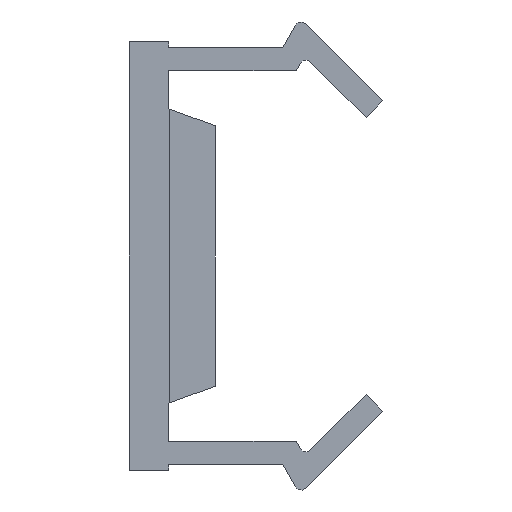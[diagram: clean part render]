
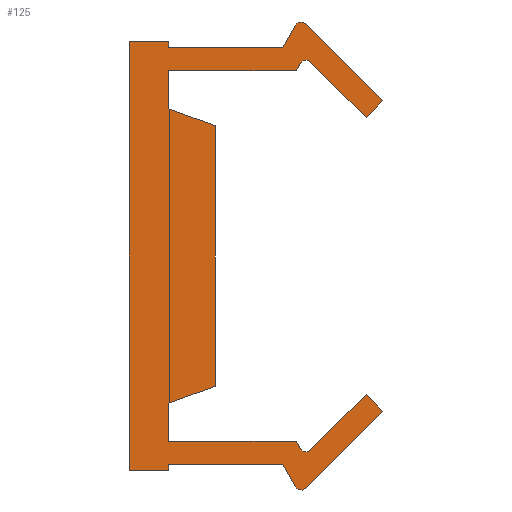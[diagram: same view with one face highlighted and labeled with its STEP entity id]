
A CAD part, left-side view. The second image highlights one B-rep face of the part: STEP entity #125.
In plain terms, the highlighted planar face has unit normal (-1, 0, 0).
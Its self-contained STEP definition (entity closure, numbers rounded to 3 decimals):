
#125=ADVANCED_FACE('',(#244),#245,.F.);
#244=FACE_OUTER_BOUND('',#354,.T.);
#245=PLANE('',#355);
#354=EDGE_LOOP('',(#655,#656,#657,#658,#659,#660,#661,#662,#663,#664,#665,#666,#667,#668,#669,#670,#671,#672,#673,#674,#675,#676,#677,#678,#679,#680,#681,#682));
#355=AXIS2_PLACEMENT_3D('',#683,#684,#685);
#655=ORIENTED_EDGE('',*,*,#814,.T.);
#656=ORIENTED_EDGE('',*,*,#712,.T.);
#657=ORIENTED_EDGE('',*,*,#717,.T.);
#658=ORIENTED_EDGE('',*,*,#721,.T.);
#659=ORIENTED_EDGE('',*,*,#725,.T.);
#660=ORIENTED_EDGE('',*,*,#729,.F.);
#661=ORIENTED_EDGE('',*,*,#733,.T.);
#662=ORIENTED_EDGE('',*,*,#737,.T.);
#663=ORIENTED_EDGE('',*,*,#741,.T.);
#664=ORIENTED_EDGE('',*,*,#745,.T.);
#665=ORIENTED_EDGE('',*,*,#749,.T.);
#666=ORIENTED_EDGE('',*,*,#753,.T.);
#667=ORIENTED_EDGE('',*,*,#756,.T.);
#668=ORIENTED_EDGE('',*,*,#702,.T.);
#669=ORIENTED_EDGE('',*,*,#708,.T.);
#670=ORIENTED_EDGE('',*,*,#763,.T.);
#671=ORIENTED_EDGE('',*,*,#767,.T.);
#672=ORIENTED_EDGE('',*,*,#771,.T.);
#673=ORIENTED_EDGE('',*,*,#775,.T.);
#674=ORIENTED_EDGE('',*,*,#779,.T.);
#675=ORIENTED_EDGE('',*,*,#783,.T.);
#676=ORIENTED_EDGE('',*,*,#787,.T.);
#677=ORIENTED_EDGE('',*,*,#791,.T.);
#678=ORIENTED_EDGE('',*,*,#795,.F.);
#679=ORIENTED_EDGE('',*,*,#799,.T.);
#680=ORIENTED_EDGE('',*,*,#803,.T.);
#681=ORIENTED_EDGE('',*,*,#807,.T.);
#682=ORIENTED_EDGE('',*,*,#811,.T.);
#683=CARTESIAN_POINT('',(0.0,-1.819,0.));
#684=DIRECTION('',(1.0,0.0,0.0));
#685=DIRECTION('',(0.0,-1.0,0.0));
#702=EDGE_CURVE('',#842,#840,#843,.T.);
#708=EDGE_CURVE('',#840,#850,#852,.T.);
#712=EDGE_CURVE('',#859,#857,#860,.T.);
#717=EDGE_CURVE('',#857,#865,#867,.T.);
#721=EDGE_CURVE('',#865,#871,#873,.T.);
#725=EDGE_CURVE('',#871,#877,#879,.T.);
#729=EDGE_CURVE('',#883,#877,#885,.T.);
#733=EDGE_CURVE('',#883,#889,#891,.T.);
#737=EDGE_CURVE('',#889,#895,#897,.T.);
#741=EDGE_CURVE('',#895,#901,#903,.T.);
#745=EDGE_CURVE('',#901,#907,#909,.T.);
#749=EDGE_CURVE('',#907,#913,#915,.T.);
#753=EDGE_CURVE('',#913,#919,#921,.T.);
#756=EDGE_CURVE('',#919,#842,#924,.T.);
#763=EDGE_CURVE('',#850,#932,#934,.T.);
#767=EDGE_CURVE('',#932,#938,#940,.T.);
#771=EDGE_CURVE('',#938,#944,#946,.T.);
#775=EDGE_CURVE('',#944,#950,#952,.T.);
#779=EDGE_CURVE('',#950,#956,#958,.T.);
#783=EDGE_CURVE('',#956,#962,#964,.T.);
#787=EDGE_CURVE('',#962,#968,#970,.T.);
#791=EDGE_CURVE('',#968,#974,#976,.T.);
#795=EDGE_CURVE('',#980,#974,#982,.T.);
#799=EDGE_CURVE('',#980,#986,#988,.T.);
#803=EDGE_CURVE('',#986,#992,#994,.T.);
#807=EDGE_CURVE('',#992,#998,#1000,.T.);
#811=EDGE_CURVE('',#998,#1004,#1006,.T.);
#814=EDGE_CURVE('',#1004,#859,#1009,.T.);
#840=VERTEX_POINT('',#1045);
#842=VERTEX_POINT('',#1048);
#843=LINE('',#1049,#1050);
#850=VERTEX_POINT('',#1060);
#852=LINE('',#1063,#1064);
#857=VERTEX_POINT('',#1070);
#859=VERTEX_POINT('',#1073);
#860=LINE('',#1074,#1075);
#865=VERTEX_POINT('',#1082);
#867=LINE('',#1085,#1086);
#871=VERTEX_POINT('',#1091);
#873=LINE('',#1094,#1095);
#877=VERTEX_POINT('',#1100);
#879=LINE('',#1103,#1104);
#883=VERTEX_POINT('',#1108);
#885=CIRCLE('',#1111,0.122);
#889=VERTEX_POINT('',#1116);
#891=LINE('',#1119,#1120);
#895=VERTEX_POINT('',#1125);
#897=LINE('',#1128,#1129);
#901=VERTEX_POINT('',#1134);
#903=LINE('',#1137,#1138);
#907=VERTEX_POINT('',#1142);
#909=CIRCLE('',#1145,0.122);
#913=VERTEX_POINT('',#1150);
#915=LINE('',#1153,#1154);
#919=VERTEX_POINT('',#1159);
#921=LINE('',#1162,#1163);
#924=LINE('',#1167,#1168);
#932=VERTEX_POINT('',#1179);
#934=LINE('',#1182,#1183);
#938=VERTEX_POINT('',#1188);
#940=LINE('',#1191,#1192);
#944=VERTEX_POINT('',#1197);
#946=LINE('',#1200,#1201);
#950=VERTEX_POINT('',#1206);
#952=LINE('',#1209,#1210);
#956=VERTEX_POINT('',#1214);
#958=CIRCLE('',#1217,0.122);
#962=VERTEX_POINT('',#1222);
#964=LINE('',#1225,#1226);
#968=VERTEX_POINT('',#1231);
#970=LINE('',#1234,#1235);
#974=VERTEX_POINT('',#1240);
#976=LINE('',#1243,#1244);
#980=VERTEX_POINT('',#1248);
#982=CIRCLE('',#1251,0.122);
#986=VERTEX_POINT('',#1256);
#988=LINE('',#1259,#1260);
#992=VERTEX_POINT('',#1265);
#994=LINE('',#1268,#1269);
#998=VERTEX_POINT('',#1274);
#1000=LINE('',#1277,#1278);
#1004=VERTEX_POINT('',#1283);
#1006=LINE('',#1286,#1287);
#1009=LINE('',#1291,#1292);
#1045=CARTESIAN_POINT('',(0.0,-1.608,-2.432));
#1048=CARTESIAN_POINT('',(0.0,-0.733,-2.75));
#1049=CARTESIAN_POINT('',(0.0,-0.733,-2.75));
#1050=VECTOR('',#1307,1.0);
#1060=CARTESIAN_POINT('',(0.0,-1.608,2.432));
#1063=CARTESIAN_POINT('',(0.0,-1.608,-2.432));
#1064=VECTOR('',#1312,1.0);
#1070=CARTESIAN_POINT('',(0.0,-0.733,-4.));
#1073=CARTESIAN_POINT('',(0.0,0.0,-4.));
#1074=CARTESIAN_POINT('',(0.0,0.0,-4.));
#1075=VECTOR('',#1315,1.0);
#1082=CARTESIAN_POINT('',(0.0,-0.733,-3.9));
#1085=CARTESIAN_POINT('',(0.0,-0.733,-4.));
#1086=VECTOR('',#1319,1.0);
#1091=CARTESIAN_POINT('',(0.0,-2.865,-3.9));
#1094=CARTESIAN_POINT('',(0.0,-0.733,-3.9));
#1095=VECTOR('',#1322,1.0);
#1100=CARTESIAN_POINT('',(0.0,-3.102,-4.311));
#1103=CARTESIAN_POINT('',(0.0,-2.865,-3.9));
#1104=VECTOR('',#1325,1.0);
#1108=CARTESIAN_POINT('',(0.0,-3.294,-4.336));
#1111=AXIS2_PLACEMENT_3D('',#1330,#1331,#1332);
#1116=CARTESIAN_POINT('',(0.0,-4.733,-2.898));
#1119=CARTESIAN_POINT('',(0.0,-3.294,-4.336));
#1120=VECTOR('',#1335,1.0);
#1125=CARTESIAN_POINT('',(0.0,-4.423,-2.588));
#1128=CARTESIAN_POINT('',(0.0,-4.733,-2.898));
#1129=VECTOR('',#1338,1.0);
#1134=CARTESIAN_POINT('',(0.0,-3.388,-3.623));
#1137=CARTESIAN_POINT('',(0.0,-4.423,-2.588));
#1138=VECTOR('',#1341,1.0);
#1142=CARTESIAN_POINT('',(0.0,-3.196,-3.598));
#1145=AXIS2_PLACEMENT_3D('',#1346,#1347,#1348);
#1150=CARTESIAN_POINT('',(0.0,-3.118,-3.462));
#1153=CARTESIAN_POINT('',(0.0,-3.196,-3.598));
#1154=VECTOR('',#1351,1.0);
#1159=CARTESIAN_POINT('',(0.0,-0.733,-3.462));
#1162=CARTESIAN_POINT('',(0.0,-3.118,-3.462));
#1163=VECTOR('',#1354,1.0);
#1167=CARTESIAN_POINT('',(0.0,-0.733,-3.462));
#1168=VECTOR('',#1356,1.0);
#1179=CARTESIAN_POINT('',(0.0,-0.733,2.75));
#1182=CARTESIAN_POINT('',(0.0,-1.608,2.432));
#1183=VECTOR('',#1361,1.0);
#1188=CARTESIAN_POINT('',(0.0,-0.733,3.462));
#1191=CARTESIAN_POINT('',(0.0,-0.733,2.75));
#1192=VECTOR('',#1364,1.0);
#1197=CARTESIAN_POINT('',(0.0,-3.118,3.462));
#1200=CARTESIAN_POINT('',(0.0,-0.733,3.462));
#1201=VECTOR('',#1367,1.0);
#1206=CARTESIAN_POINT('',(0.0,-3.196,3.598));
#1209=CARTESIAN_POINT('',(0.0,-3.118,3.462));
#1210=VECTOR('',#1370,1.0);
#1214=CARTESIAN_POINT('',(0.0,-3.388,3.623));
#1217=AXIS2_PLACEMENT_3D('',#1375,#1376,#1377);
#1222=CARTESIAN_POINT('',(0.0,-4.423,2.588));
#1225=CARTESIAN_POINT('',(0.0,-3.388,3.623));
#1226=VECTOR('',#1380,1.0);
#1231=CARTESIAN_POINT('',(0.0,-4.733,2.898));
#1234=CARTESIAN_POINT('',(0.0,-4.423,2.588));
#1235=VECTOR('',#1383,1.0);
#1240=CARTESIAN_POINT('',(0.0,-3.294,4.336));
#1243=CARTESIAN_POINT('',(0.0,-4.733,2.898));
#1244=VECTOR('',#1386,1.0);
#1248=CARTESIAN_POINT('',(0.0,-3.102,4.311));
#1251=AXIS2_PLACEMENT_3D('',#1391,#1392,#1393);
#1256=CARTESIAN_POINT('',(0.0,-2.865,3.9));
#1259=CARTESIAN_POINT('',(0.0,-3.102,4.311));
#1260=VECTOR('',#1396,1.0);
#1265=CARTESIAN_POINT('',(0.0,-0.733,3.9));
#1268=CARTESIAN_POINT('',(0.0,-2.865,3.9));
#1269=VECTOR('',#1399,1.0);
#1274=CARTESIAN_POINT('',(0.0,-0.733,4.));
#1277=CARTESIAN_POINT('',(0.0,-0.733,3.9));
#1278=VECTOR('',#1402,1.0);
#1283=CARTESIAN_POINT('',(0.0,0.0,4.));
#1286=CARTESIAN_POINT('',(0.0,-0.733,4.));
#1287=VECTOR('',#1405,1.0);
#1291=CARTESIAN_POINT('',(0.0,0.0,4.));
#1292=VECTOR('',#1407,1.0);
#1307=DIRECTION('',(0.0,-0.94,0.342));
#1312=DIRECTION('',(0.0,0.0,1.0));
#1315=DIRECTION('',(0.0,-1.0,0.0));
#1319=DIRECTION('',(0.0,0.0,1.0));
#1322=DIRECTION('',(0.0,-1.0,0.0));
#1325=DIRECTION('',(0.0,-0.5,-0.866));
#1330=CARTESIAN_POINT('',(0.0,-3.208,-4.25));
#1331=DIRECTION('',(1.0,0.0,0.0));
#1332=DIRECTION('',(0.0,-0.707,-0.707));
#1335=DIRECTION('',(0.0,-0.707,0.707));
#1338=DIRECTION('',(0.0,0.707,0.707));
#1341=DIRECTION('',(0.0,0.707,-0.707));
#1346=CARTESIAN_POINT('',(0.0,-3.302,-3.537));
#1347=DIRECTION('',(1.0,0.0,0.0));
#1348=DIRECTION('',(0.0,-0.707,-0.707));
#1351=DIRECTION('',(0.0,0.5,0.866));
#1354=DIRECTION('',(0.0,1.0,0.0));
#1356=DIRECTION('',(0.0,0.0,1.0));
#1361=DIRECTION('',(0.0,0.94,0.342));
#1364=DIRECTION('',(0.0,0.0,1.0));
#1367=DIRECTION('',(0.0,-1.0,0.0));
#1370=DIRECTION('',(0.0,-0.5,0.866));
#1375=CARTESIAN_POINT('',(0.0,-3.302,3.537));
#1376=DIRECTION('',(1.0,0.0,-0.0));
#1377=DIRECTION('',(0.0,0.866,0.5));
#1380=DIRECTION('',(0.0,-0.707,-0.707));
#1383=DIRECTION('',(0.0,-0.707,0.707));
#1386=DIRECTION('',(0.0,0.707,0.707));
#1391=CARTESIAN_POINT('',(0.0,-3.208,4.25));
#1392=DIRECTION('',(1.0,0.0,-0.0));
#1393=DIRECTION('',(0.0,0.866,0.5));
#1396=DIRECTION('',(0.0,0.5,-0.866));
#1399=DIRECTION('',(0.0,1.0,0.0));
#1402=DIRECTION('',(0.0,0.0,1.0));
#1405=DIRECTION('',(0.0,1.0,0.0));
#1407=DIRECTION('',(0.0,0.0,-1.0));
